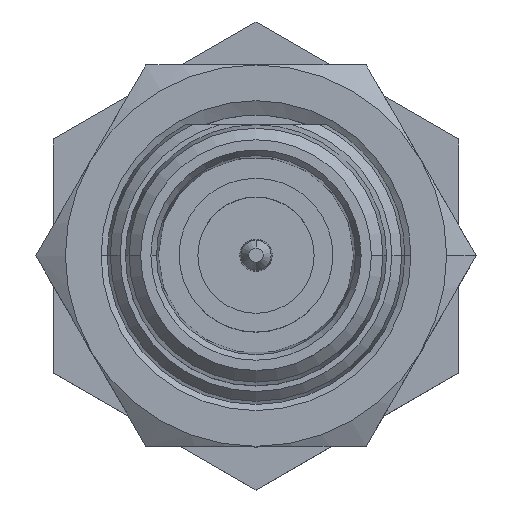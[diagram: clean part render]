
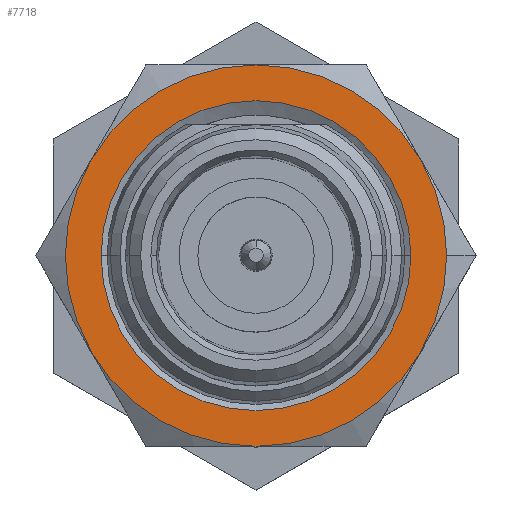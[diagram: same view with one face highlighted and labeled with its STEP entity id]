
A CAD part, top view. The second image highlights one B-rep face of the part: STEP entity #7718.
In plain terms, the highlighted planar face has unit normal (0, 0, 1).
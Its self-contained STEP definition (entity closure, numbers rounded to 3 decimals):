
#36 = AXIS2_PLACEMENT_3D ( 'NONE', #1095, #9183, #5476 ) ;
#110 = DIRECTION ( 'NONE',  ( 0., 0., -1. ) ) ;
#134 = VERTEX_POINT ( 'NONE', #7571 ) ;
#201 = AXIS2_PLACEMENT_3D ( 'NONE', #2535, #9203, #1122 ) ;
#226 = DIRECTION ( 'NONE',  ( 0., 0., 1. ) ) ;
#318 = DIRECTION ( 'NONE',  ( -1., 0., 0. ) ) ;
#802 = EDGE_CURVE ( 'NONE', #4225, #9415, #6122, .T. ) ;
#885 = VERTEX_POINT ( 'NONE', #4140 ) ;
#1038 = CARTESIAN_POINT ( 'NONE',  ( 0., 0., -12.2 ) ) ;
#1095 = CARTESIAN_POINT ( 'NONE',  ( 0., 0., -12.2 ) ) ;
#1122 = DIRECTION ( 'NONE',  ( -1., 0., 0. ) ) ;
#1171 = EDGE_CURVE ( 'NONE', #885, #6230, #7299, .T. ) ;
#1256 = VERTEX_POINT ( 'NONE', #7118 ) ;
#1361 = VERTEX_POINT ( 'NONE', #9034 ) ;
#1412 = FACE_OUTER_BOUND ( 'NONE', #6928, .T. ) ;
#1868 = ORIENTED_EDGE ( 'NONE', *, *, #3200, .T. ) ;
#1907 = DIRECTION ( 'NONE',  ( -1., 0., 0. ) ) ;
#2087 = CIRCLE ( 'NONE', #4576, 8. ) ;
#2189 = EDGE_CURVE ( 'NONE', #9415, #7967, #6310, .T. ) ;
#2535 = CARTESIAN_POINT ( 'NONE',  ( 0., 0., -12.2 ) ) ;
#2571 = DIRECTION ( 'NONE',  ( 0., 0., 1. ) ) ;
#2632 = ORIENTED_EDGE ( 'NONE', *, *, #8394, .T. ) ;
#2657 = CARTESIAN_POINT ( 'NONE',  ( 0., 0., -12.2 ) ) ;
#2725 = EDGE_CURVE ( 'NONE', #1361, #4225, #6885, .T. ) ;
#2823 = ORIENTED_EDGE ( 'NONE', *, *, #6671, .T. ) ;
#2857 = AXIS2_PLACEMENT_3D ( 'NONE', #8794, #3582, #4337 ) ;
#3027 = CIRCLE ( 'NONE', #36, 8. ) ;
#3058 = PLANE ( 'NONE',  #6979 ) ;
#3200 = EDGE_CURVE ( 'NONE', #7967, #9089, #3282, .T. ) ;
#3231 = ORIENTED_EDGE ( 'NONE', *, *, #5573, .T. ) ;
#3282 = CIRCLE ( 'NONE', #3627, 8. ) ;
#3349 = ORIENTED_EDGE ( 'NONE', *, *, #8582, .F. ) ;
#3520 = DIRECTION ( 'NONE',  ( 0., 0., 1. ) ) ;
#3582 = DIRECTION ( 'NONE',  ( 0., 0., 1. ) ) ;
#3627 = AXIS2_PLACEMENT_3D ( 'NONE', #3728, #7517, #8957 ) ;
#3728 = CARTESIAN_POINT ( 'NONE',  ( 0., 0., -12.2 ) ) ;
#3791 = ORIENTED_EDGE ( 'NONE', *, *, #802, .T. ) ;
#3928 = CARTESIAN_POINT ( 'NONE',  ( 8., 0., -12.2 ) ) ;
#4140 = CARTESIAN_POINT ( 'NONE',  ( -6.5, 0., -12.2 ) ) ;
#4179 = DIRECTION ( 'NONE',  ( 0., 0., 1. ) ) ;
#4217 = CARTESIAN_POINT ( 'NONE',  ( 0., 0., -12.2 ) ) ;
#4225 = VERTEX_POINT ( 'NONE', #5069 ) ;
#4337 = DIRECTION ( 'NONE',  ( -1., 0., 0. ) ) ;
#4472 = CARTESIAN_POINT ( 'NONE',  ( 0., -8., -12.2 ) ) ;
#4576 = AXIS2_PLACEMENT_3D ( 'NONE', #4217, #4179, #1907 ) ;
#4585 = CARTESIAN_POINT ( 'NONE',  ( 0., 0., -12.2 ) ) ;
#5008 = DIRECTION ( 'NONE',  ( -1., 0., 0. ) ) ;
#5069 = CARTESIAN_POINT ( 'NONE',  ( -6.928, 4., -12.2 ) ) ;
#5313 = FACE_BOUND ( 'NONE', #8699, .T. ) ;
#5372 = DIRECTION ( 'NONE',  ( -1., 0., 0. ) ) ;
#5475 = AXIS2_PLACEMENT_3D ( 'NONE', #2657, #3520, #5008 ) ;
#5476 = DIRECTION ( 'NONE',  ( -1., 0., 0. ) ) ;
#5573 = EDGE_CURVE ( 'NONE', #134, #1361, #6784, .T. ) ;
#6122 = CIRCLE ( 'NONE', #6402, 8. ) ;
#6192 = AXIS2_PLACEMENT_3D ( 'NONE', #4585, #226, #5372 ) ;
#6230 = VERTEX_POINT ( 'NONE', #8487 ) ;
#6256 = ORIENTED_EDGE ( 'NONE', *, *, #2189, .T. ) ;
#6266 = DIRECTION ( 'NONE',  ( -1., 0., 0. ) ) ;
#6310 = CIRCLE ( 'NONE', #6192, 8. ) ;
#6329 = CIRCLE ( 'NONE', #7739, 6.5 ) ;
#6402 = AXIS2_PLACEMENT_3D ( 'NONE', #1038, #2571, #318 ) ;
#6671 = EDGE_CURVE ( 'NONE', #9089, #1256, #3027, .T. ) ;
#6784 = CIRCLE ( 'NONE', #201, 8. ) ;
#6885 = CIRCLE ( 'NONE', #2857, 8. ) ;
#6928 = EDGE_LOOP ( 'NONE', ( #6256, #1868, #2823, #2632, #3231, #7676, #3791 ) ) ;
#6944 = CARTESIAN_POINT ( 'NONE',  ( 6.928, -4., -12.2 ) ) ;
#6979 = AXIS2_PLACEMENT_3D ( 'NONE', #3928, #110, #9024 ) ;
#7118 = CARTESIAN_POINT ( 'NONE',  ( 8., 0., -12.2 ) ) ;
#7241 = CARTESIAN_POINT ( 'NONE',  ( -6.928, -4., -12.2 ) ) ;
#7299 = CIRCLE ( 'NONE', #5475, 6.5 ) ;
#7485 = ORIENTED_EDGE ( 'NONE', *, *, #1171, .F. ) ;
#7517 = DIRECTION ( 'NONE',  ( 0., 0., 1. ) ) ;
#7571 = CARTESIAN_POINT ( 'NONE',  ( 6.928, 4., -12.2 ) ) ;
#7676 = ORIENTED_EDGE ( 'NONE', *, *, #2725, .T. ) ;
#7708 = DIRECTION ( 'NONE',  ( 0., 0., 1. ) ) ;
#7718 = ADVANCED_FACE ( 'NONE', ( #5313, #1412 ), #3058, .F. ) ;
#7739 = AXIS2_PLACEMENT_3D ( 'NONE', #7740, #7708, #6266 ) ;
#7740 = CARTESIAN_POINT ( 'NONE',  ( 0., 0., -12.2 ) ) ;
#7967 = VERTEX_POINT ( 'NONE', #4472 ) ;
#8394 = EDGE_CURVE ( 'NONE', #1256, #134, #2087, .T. ) ;
#8487 = CARTESIAN_POINT ( 'NONE',  ( 6.5, 0., -12.2 ) ) ;
#8582 = EDGE_CURVE ( 'NONE', #6230, #885, #6329, .T. ) ;
#8699 = EDGE_LOOP ( 'NONE', ( #7485, #3349 ) ) ;
#8794 = CARTESIAN_POINT ( 'NONE',  ( 0., 0., -12.2 ) ) ;
#8957 = DIRECTION ( 'NONE',  ( -1., 0., 0. ) ) ;
#9024 = DIRECTION ( 'NONE',  ( 1., 0., 0. ) ) ;
#9034 = CARTESIAN_POINT ( 'NONE',  ( 0., 8., -12.2 ) ) ;
#9089 = VERTEX_POINT ( 'NONE', #6944 ) ;
#9183 = DIRECTION ( 'NONE',  ( 0., 0., 1. ) ) ;
#9203 = DIRECTION ( 'NONE',  ( 0., 0., 1. ) ) ;
#9415 = VERTEX_POINT ( 'NONE', #7241 ) ;
